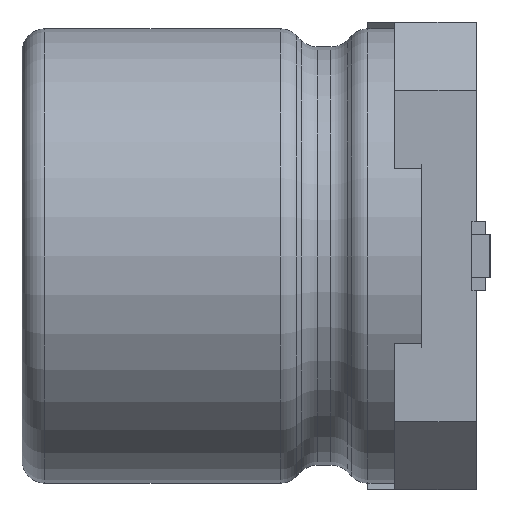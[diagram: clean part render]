
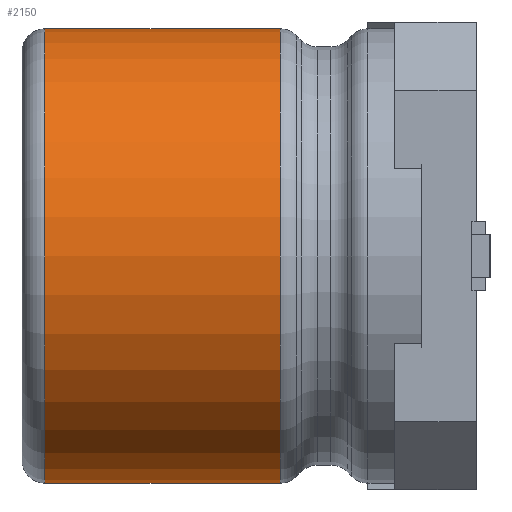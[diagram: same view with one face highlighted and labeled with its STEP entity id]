
A CAD part, left-side view. The second image highlights one B-rep face of the part: STEP entity #2150.
In plain terms, the highlighted cylindrical face has radius 5 mm (diameter 10 mm), a partial arc.
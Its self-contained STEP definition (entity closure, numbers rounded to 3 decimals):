
#208 = FACE_OUTER_BOUND ( 'NONE', #1226, .T. ) ;
#346 = VERTEX_POINT ( 'NONE', #673 ) ;
#383 = CARTESIAN_POINT ( 'NONE',  ( 0., 9.8, 0. ) ) ;
#437 = CARTESIAN_POINT ( 'NONE',  ( 0., 4.614, 0. ) ) ;
#501 = CIRCLE ( 'NONE', #733, 5. ) ;
#606 = EDGE_CURVE ( 'NONE', #703, #1793, #501, .T. ) ;
#673 = CARTESIAN_POINT ( 'NONE',  ( 0., 9.8, -5. ) ) ;
#677 = CARTESIAN_POINT ( 'NONE',  ( 0., 4.614, -5. ) ) ;
#695 = EDGE_CURVE ( 'NONE', #346, #1793, #1706, .T. ) ;
#703 = VERTEX_POINT ( 'NONE', #1394 ) ;
#733 = AXIS2_PLACEMENT_3D ( 'NONE', #437, #1309, #2200 ) ;
#813 = CARTESIAN_POINT ( 'NONE',  ( 0., 1.5, 5. ) ) ;
#880 = EDGE_CURVE ( 'NONE', #1307, #703, #1871, .T. ) ;
#909 = DIRECTION ( 'NONE',  ( 0., -1., 0. ) ) ;
#955 = AXIS2_PLACEMENT_3D ( 'NONE', #383, #909, #1065 ) ;
#1022 = VECTOR ( 'NONE', #1927, 1000. ) ;
#1065 = DIRECTION ( 'NONE',  ( 0., 0., -1. ) ) ;
#1171 = EDGE_CURVE ( 'NONE', #1307, #346, #1844, .T. ) ;
#1226 = EDGE_LOOP ( 'NONE', ( #1513, #1658, #2192, #2044 ) ) ;
#1235 = CARTESIAN_POINT ( 'NONE',  ( 0., 1.5, 0. ) ) ;
#1307 = VERTEX_POINT ( 'NONE', #2204 ) ;
#1309 = DIRECTION ( 'NONE',  ( 0., -1., 0. ) ) ;
#1382 = VECTOR ( 'NONE', #1861, 1000. ) ;
#1394 = CARTESIAN_POINT ( 'NONE',  ( 0., 4.614, 5. ) ) ;
#1513 = ORIENTED_EDGE ( 'NONE', *, *, #880, .F. ) ;
#1580 = CYLINDRICAL_SURFACE ( 'NONE', #2125, 5. ) ;
#1605 = DIRECTION ( 'NONE',  ( 0., -1., 0. ) ) ;
#1658 = ORIENTED_EDGE ( 'NONE', *, *, #1171, .T. ) ;
#1706 = LINE ( 'NONE', #2282, #1022 ) ;
#1781 = DIRECTION ( 'NONE',  ( 0., 0., -1. ) ) ;
#1793 = VERTEX_POINT ( 'NONE', #677 ) ;
#1844 = CIRCLE ( 'NONE', #955, 5. ) ;
#1861 = DIRECTION ( 'NONE',  ( 0., -1., 0. ) ) ;
#1871 = LINE ( 'NONE', #813, #1382 ) ;
#1927 = DIRECTION ( 'NONE',  ( 0., -1., 0. ) ) ;
#2044 = ORIENTED_EDGE ( 'NONE', *, *, #606, .F. ) ;
#2125 = AXIS2_PLACEMENT_3D ( 'NONE', #1235, #1605, #1781 ) ;
#2150 = ADVANCED_FACE ( 'NONE', ( #208 ), #1580, .T. ) ;
#2192 = ORIENTED_EDGE ( 'NONE', *, *, #695, .T. ) ;
#2200 = DIRECTION ( 'NONE',  ( 0., 0., -1. ) ) ;
#2204 = CARTESIAN_POINT ( 'NONE',  ( 0., 9.8, 5. ) ) ;
#2282 = CARTESIAN_POINT ( 'NONE',  ( 0., 1.5, -5. ) ) ;
